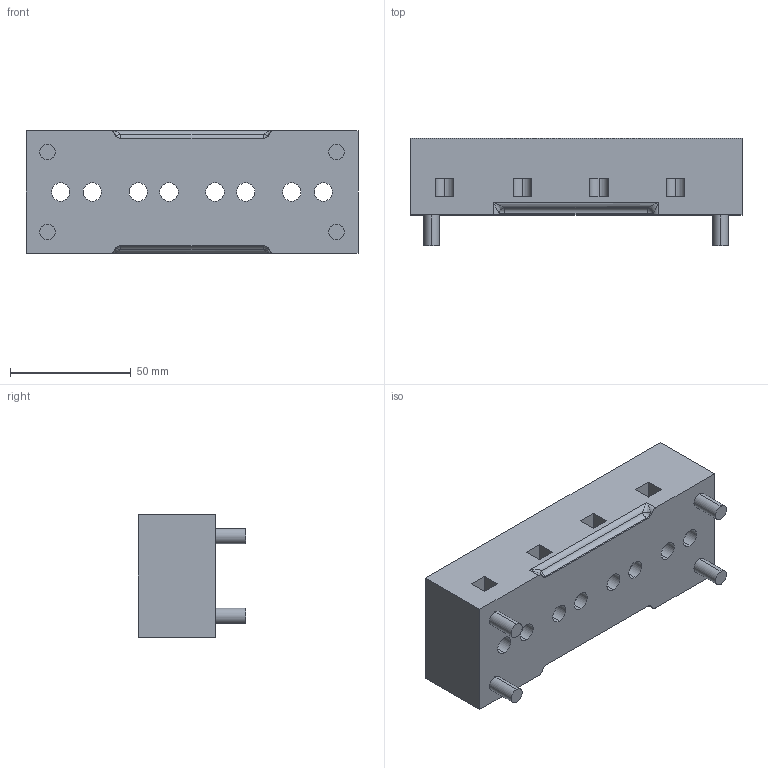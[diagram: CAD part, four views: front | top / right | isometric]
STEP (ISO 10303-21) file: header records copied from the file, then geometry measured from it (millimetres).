
FILE_DESCRIPTION (( 'STEP AP214' ), '1' );
FILE_NAME ('Cylinder Head.STEP', '2023-03-31T03:13:11', ( '' ), ( '' ), 'SwSTEP 2.0', 'SolidWorks 2022', '' );
FILE_SCHEMA (( 'AUTOMOTIVE_DESIGN' ));
Length unit declared in the file: inch
Products named in the file (1): Cylinder Head
Bounding box: 137.41 x 44.45 x 50.8 mm (x, y, z)
Volume: 199932 mm3; surface area: 36633.4 mm2
Topology: 1 solids, 1 shells, 100 faces, 290 edges, 184 vertices
Faces by surface type: plane 44, cylinder 36, torus 12, bspline 4, sphere 4
Entity records: 3658 total; most frequent: CARTESIAN_POINT 911, DIRECTION 572, ORIENTED_EDGE 572, EDGE_CURVE 286, AXIS2_PLACEMENT_3D 213, VERTEX_POINT 184, LINE 146, VECTOR 146
